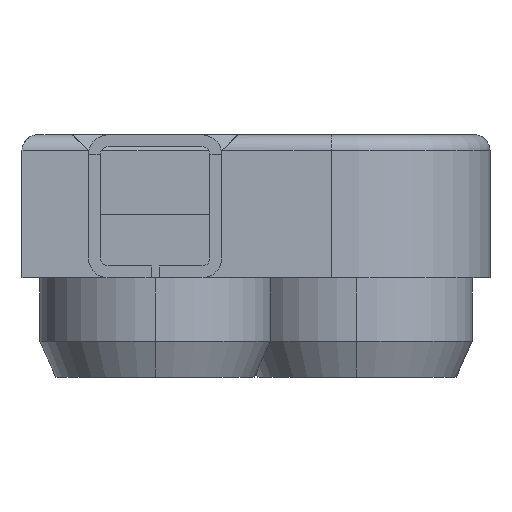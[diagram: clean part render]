
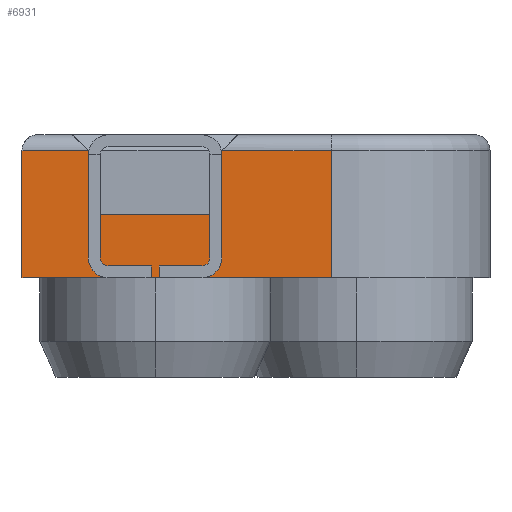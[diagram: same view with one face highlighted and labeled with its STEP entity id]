
A CAD part, left-side view. The second image highlights one B-rep face of the part: STEP entity #6931.
In plain terms, the highlighted planar face has unit normal (-1, 0, 0).
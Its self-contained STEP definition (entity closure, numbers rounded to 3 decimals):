
#586 = CARTESIAN_POINT ( 'NONE',  ( -5.45, 2.11, 0.8 ) ) ;
#723 = CARTESIAN_POINT ( 'NONE',  ( -5.45, -0.945, -1.25 ) ) ;
#1289 = CARTESIAN_POINT ( 'NONE',  ( -5.45, 2.945, -1.25 ) ) ;
#1602 = CARTESIAN_POINT ( 'NONE',  ( -5.45, -0.945, 1.6 ) ) ;
#2086 = LINE ( 'NONE', #586, #3108 ) ;
#2155 = VECTOR ( 'NONE', #5550, 1000. ) ;
#2223 = ORIENTED_EDGE ( 'NONE', *, *, #7834, .T. ) ;
#2253 = LINE ( 'NONE', #13293, #2155 ) ;
#2296 = DIRECTION ( 'NONE',  ( 0., -1., 0. ) ) ;
#2673 = FACE_OUTER_BOUND ( 'NONE', #19095, .T. ) ;
#2767 = CARTESIAN_POINT ( 'NONE',  ( -5.45, -0.945, 0. ) ) ;
#2786 = PLANE ( 'NONE',  #11768 ) ;
#2826 = EDGE_CURVE ( 'NONE', #16872, #9564, #17375, .T. ) ;
#2889 = DIRECTION ( 'NONE',  ( 0., -1., 0. ) ) ;
#3070 = CARTESIAN_POINT ( 'NONE',  ( -5.45, 2.945, 0. ) ) ;
#3105 = VECTOR ( 'NONE', #19681, 1000. ) ;
#3108 = VECTOR ( 'NONE', #8313, 1000. ) ;
#3620 = CARTESIAN_POINT ( 'NONE',  ( -5.45, 2.945, 0. ) ) ;
#3662 = LINE ( 'NONE', #723, #11190 ) ;
#4216 = LINE ( 'NONE', #12360, #3105 ) ;
#5503 = CARTESIAN_POINT ( 'NONE',  ( -5.45, 2.11, 0.8 ) ) ;
#5550 = DIRECTION ( 'NONE',  ( 0., 1., 0. ) ) ;
#6153 = ORIENTED_EDGE ( 'NONE', *, *, #16450, .F. ) ;
#6475 = ORIENTED_EDGE ( 'NONE', *, *, #17097, .T. ) ;
#6931 = ADVANCED_FACE ( 'NONE', ( #2673 ), #2786, .T. ) ;
#7062 = CARTESIAN_POINT ( 'NONE',  ( -5.45, 2.945, 1.6 ) ) ;
#7119 = EDGE_CURVE ( 'NONE', #8410, #19179, #3662, .T. ) ;
#7743 = EDGE_CURVE ( 'NONE', #17944, #10219, #4216, .T. ) ;
#7834 = EDGE_CURVE ( 'NONE', #19179, #10219, #19157, .T. ) ;
#8313 = DIRECTION ( 'NONE',  ( 0., 0., 1. ) ) ;
#8410 = VERTEX_POINT ( 'NONE', #2767 ) ;
#8681 = ORIENTED_EDGE ( 'NONE', *, *, #14451, .T. ) ;
#8855 = ORIENTED_EDGE ( 'NONE', *, *, #18280, .T. ) ;
#8971 = VECTOR ( 'NONE', #2296, 1000. ) ;
#9168 = ORIENTED_EDGE ( 'NONE', *, *, #7743, .F. ) ;
#9564 = VERTEX_POINT ( 'NONE', #10389 ) ;
#9823 = DIRECTION ( 'NONE',  ( 0., -1., 0. ) ) ;
#9881 = DIRECTION ( 'NONE',  ( 0., 0., 1. ) ) ;
#10131 = LINE ( 'NONE', #5503, #8971 ) ;
#10219 = VERTEX_POINT ( 'NONE', #10392 ) ;
#10389 = CARTESIAN_POINT ( 'NONE',  ( -5.45, 2.945, 1.6 ) ) ;
#10392 = CARTESIAN_POINT ( 'NONE',  ( -5.45, 0.43, 1.6 ) ) ;
#10630 = ORIENTED_EDGE ( 'NONE', *, *, #7119, .T. ) ;
#11190 = VECTOR ( 'NONE', #9881, 1000. ) ;
#11364 = DIRECTION ( 'NONE',  ( 0., 0., 1. ) ) ;
#11768 = AXIS2_PLACEMENT_3D ( 'NONE', #1289, #16950, #2889 ) ;
#12360 = CARTESIAN_POINT ( 'NONE',  ( -5.45, 0.43, 0.8 ) ) ;
#13293 = CARTESIAN_POINT ( 'NONE',  ( -5.45, 2.945, 1.6 ) ) ;
#13825 = CARTESIAN_POINT ( 'NONE',  ( -5.45, 2.11, 1.6 ) ) ;
#14140 = CARTESIAN_POINT ( 'NONE',  ( -5.45, 2.945, -1.25 ) ) ;
#14178 = VERTEX_POINT ( 'NONE', #18345 ) ;
#14451 = EDGE_CURVE ( 'NONE', #14178, #19626, #2086, .T. ) ;
#14782 = DIRECTION ( 'NONE',  ( 0., 1., 0. ) ) ;
#14903 = CARTESIAN_POINT ( 'NONE',  ( -5.45, 0.43, 0.8 ) ) ;
#16450 = EDGE_CURVE ( 'NONE', #14178, #17944, #10131, .T. ) ;
#16872 = VERTEX_POINT ( 'NONE', #3070 ) ;
#16950 = DIRECTION ( 'NONE',  ( -1., 0., 0. ) ) ;
#17097 = EDGE_CURVE ( 'NONE', #19626, #9564, #2253, .T. ) ;
#17375 = LINE ( 'NONE', #14140, #18502 ) ;
#17687 = LINE ( 'NONE', #3620, #18989 ) ;
#17944 = VERTEX_POINT ( 'NONE', #14903 ) ;
#18280 = EDGE_CURVE ( 'NONE', #16872, #8410, #17687, .T. ) ;
#18345 = CARTESIAN_POINT ( 'NONE',  ( -5.45, 2.11, 0.8 ) ) ;
#18502 = VECTOR ( 'NONE', #11364, 1000. ) ;
#18989 = VECTOR ( 'NONE', #9823, 1000. ) ;
#19095 = EDGE_LOOP ( 'NONE', ( #10630, #2223, #9168, #6153, #8681, #6475, #19270, #8855 ) ) ;
#19157 = LINE ( 'NONE', #7062, #19714 ) ;
#19179 = VERTEX_POINT ( 'NONE', #1602 ) ;
#19270 = ORIENTED_EDGE ( 'NONE', *, *, #2826, .F. ) ;
#19626 = VERTEX_POINT ( 'NONE', #13825 ) ;
#19681 = DIRECTION ( 'NONE',  ( 0., 0., 1. ) ) ;
#19714 = VECTOR ( 'NONE', #14782, 1000. ) ;
